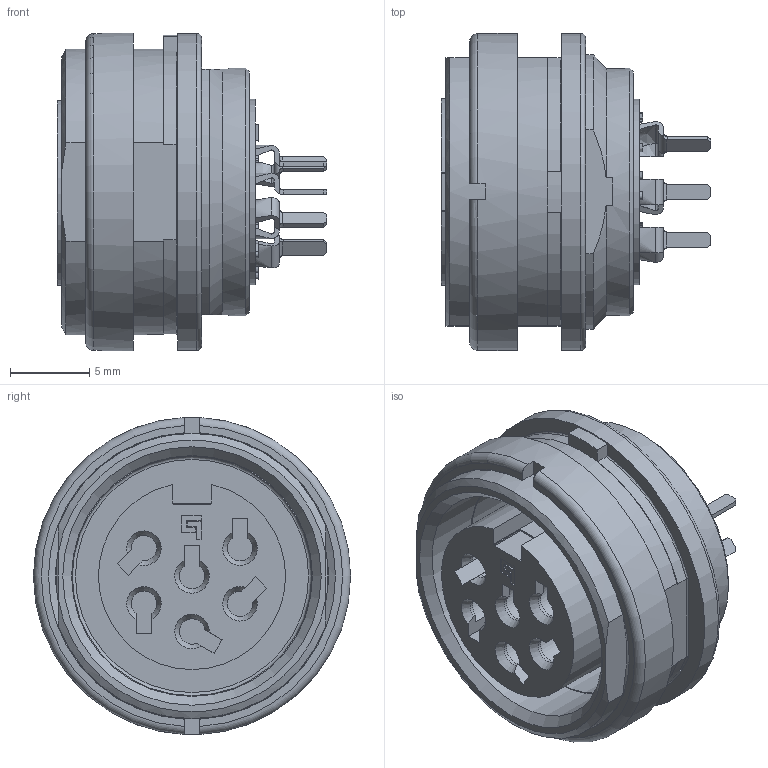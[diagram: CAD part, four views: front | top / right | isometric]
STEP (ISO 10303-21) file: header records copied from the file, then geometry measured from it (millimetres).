
FILE_DESCRIPTION(/* description */ (''),/* implementation_level */ '2;1');
FILE_NAME(/* name */ '09-0324-90-06-001_00.stp',/* time_stamp */ '2014-02-13T10:53:19+01:00',/* author */ (''),/* organization */ (''),/* preprocessor_version */ 'ST-DEVELOPER v14',/* originating_system */ 'SIEMENS PLM Software NX 8.0',/* authorisation */ '');
FILE_SCHEMA (('AUTOMOTIVE_DESIGN { 1 0 10303 214 3 1 1 1 }'));
Length unit declared in the file: millimetre
Products named in the file (1): sach16442339xayp
Bounding box: 17 x 20 x 20 mm (x, y, z)
Volume: 2292.3 mm3; surface area: 2787.9 mm2
Topology: 1 solids, 1 shells, 326 faces, 887 edges, 588 vertices
Faces by surface type: plane 190, cylinder 71, extrusion 30, cone 16, bspline 12, torus 7
Full cylindrical faces by diameter (mm): 11.7 x1, 13.85 x1, 15.1 x1, 15.188 x1, 15.6 x1, 18.1 x1, 20 x2
Entity records: 11566 total; most frequent: CARTESIAN_POINT 3578, ORIENTED_EDGE 1736, DIRECTION 1484, EDGE_CURVE 868, VERTEX_POINT 583, VECTOR 550, LINE 520, AXIS2_PLACEMENT_3D 467
